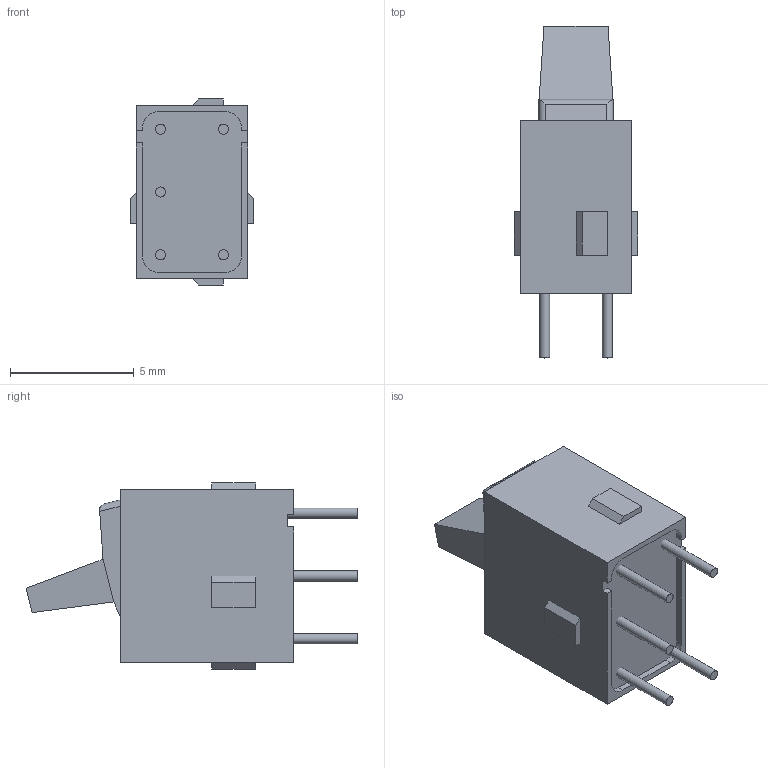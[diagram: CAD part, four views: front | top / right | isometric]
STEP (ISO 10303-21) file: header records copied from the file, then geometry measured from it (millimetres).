
FILE_DESCRIPTION(/* description */ ('STEP AP214'),/* implementation_level */ '2;1');
FILE_NAME(/* name */ 'GW12LCP',/* time_stamp */ '2024-06-20T04:24:11+02:00',/* author */ ('License CC BY-ND 4.0'),/* organization */ ('CADENAS'),/* preprocessor_version */ 'ST-DEVELOPER v19.3',/* originating_system */ 'PARTsolutions',/* authorisation */ ' ');
FILE_SCHEMA (('AUTOMOTIVE_DESIGN {1 0 10303 214 3 1 1}'));
Length unit declared in the file: inch
Products named in the file (4): GW12LCP; GW1L-body-noill; GW1P-terminals-noill; GWLC-actuator-noill
Assembly tree (3 placements, depth 2):
  GW12LCP
    GW1L-body-noill
    GW1P-terminals-noill
    GWLC-actuator-noill
Bounding box: 5 x 13.41 x 7.52 mm (x, y, z)
Volume: 243 mm3; surface area: 410 mm2
Topology: 3 solids, 3 shells, 90 faces, 215 edges, 142 vertices
Faces by surface type: plane 71, cylinder 15, cone 4
Full cylindrical faces by diameter (mm): 0.406 x5
Entity records: 2665 total; most frequent: CARTESIAN_POINT 446, DIRECTION 436, ORIENTED_EDGE 420, EDGE_CURVE 210, LINE 172, VECTOR 172, VERTEX_POINT 142, AXIS2_PLACEMENT_3D 132
